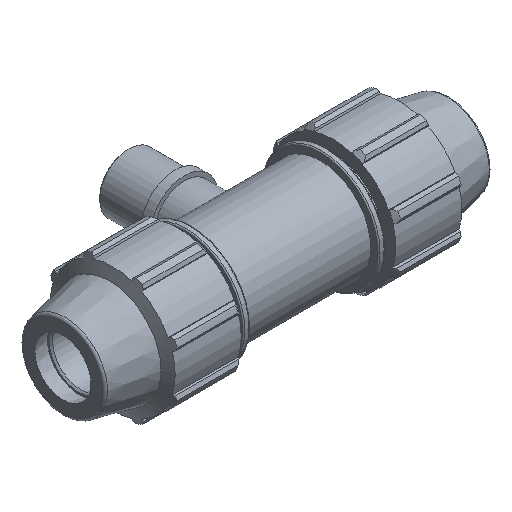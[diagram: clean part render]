
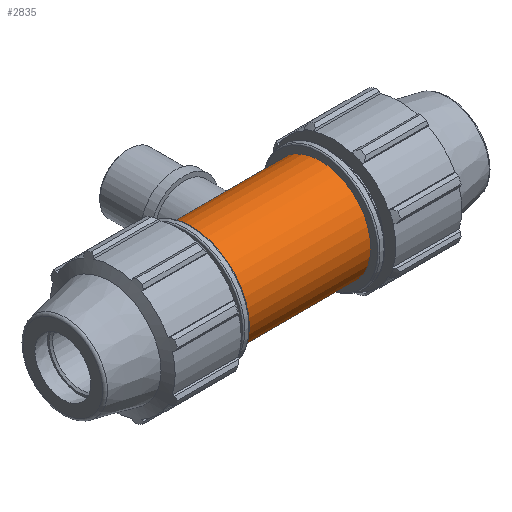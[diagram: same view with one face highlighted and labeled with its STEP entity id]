
A CAD part, isometric view. The second image highlights one B-rep face of the part: STEP entity #2835.
In plain terms, the highlighted cylindrical face has radius 18 mm (diameter 36 mm), a full revolution.
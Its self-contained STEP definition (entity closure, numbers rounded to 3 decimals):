
#612=FACE_BOUND('',#964,.T.);
#613=FACE_BOUND('',#965,.T.);
#616=B_SPLINE_CURVE_WITH_KNOTS('',3,(#3858,#3859,#3860,#3861,#3862,#3863,
#3864,#3865,#3866,#3867,#3868,#3869,#3870,#3871,#3872,#3873,#3874,#3875,
#3876,#3877,#3878,#3879,#3880,#3881,#3882,#3883,#3884,#3885,#3886,#3887,
#3888,#3889,#3890,#3891,#3892,#3893,#3894,#3895,#3896,#3897,#3898,#3899),
 .UNSPECIFIED.,.T.,.F.,(4,2,2,2,2,2,2,2,2,2,2,2,2,2,2,2,2,2,2,2,4),(0.,
0.204,0.407,0.815,1.22,
1.625,2.03,2.435,2.843,3.046,
3.25,3.454,3.657,4.065,4.47,
4.875,5.28,5.685,6.093,6.296,
6.5),.UNSPECIFIED.);
#769=FACE_OUTER_BOUND('',#963,.T.);
#963=EDGE_LOOP('',(#2478));
#964=EDGE_LOOP('',(#2479));
#965=EDGE_LOOP('',(#2480));
#1028=CIRCLE('',#2955,18.);
#1084=CIRCLE('',#3085,18.);
#1090=VERTEX_POINT('',#3857);
#1221=VERTEX_POINT('',#4368);
#1349=VERTEX_POINT('',#4827);
#1355=EDGE_CURVE('',#1090,#1090,#616,.T.);
#1533=EDGE_CURVE('',#1221,#1221,#1028,.T.);
#1726=EDGE_CURVE('',#1349,#1349,#1084,.T.);
#2478=ORIENTED_EDGE('',*,*,#1533,.T.);
#2479=ORIENTED_EDGE('',*,*,#1355,.T.);
#2480=ORIENTED_EDGE('',*,*,#1726,.F.);
#2527=CYLINDRICAL_SURFACE('',#3110,18.);
#2835=ADVANCED_FACE('',(#769,#612,#613),#2527,.T.);
#2955=AXIS2_PLACEMENT_3D('',#4369,#3432,#3433);
#3085=AXIS2_PLACEMENT_3D('',#4828,#3797,#3798);
#3110=AXIS2_PLACEMENT_3D('',#4857,#3847,#3848);
#3432=DIRECTION('center_axis',(1.,0.,0.));
#3433=DIRECTION('ref_axis',(0.,0.,-1.));
#3797=DIRECTION('center_axis',(1.,0.,0.));
#3798=DIRECTION('ref_axis',(0.,0.,-1.));
#3847=DIRECTION('center_axis',(1.,0.,0.));
#3848=DIRECTION('ref_axis',(0.,1.,0.));
#3857=CARTESIAN_POINT('',(0.,14.636,10.478));
#3858=CARTESIAN_POINT('Ctrl Pts',(0.,14.636,
10.478));
#3859=CARTESIAN_POINT('Ctrl Pts',(-0.679,14.636,10.478));
#3860=CARTESIAN_POINT('Ctrl Pts',(-1.373,14.685,10.411));
#3861=CARTESIAN_POINT('Ctrl Pts',(-2.741,14.875,10.137));
#3862=CARTESIAN_POINT('Ctrl Pts',(-3.415,15.017,9.93));
#3863=CARTESIAN_POINT('Ctrl Pts',(-5.339,15.531,9.122));
#3864=CARTESIAN_POINT('Ctrl Pts',(-6.494,15.991,8.323));
#3865=CARTESIAN_POINT('Ctrl Pts',(-8.318,16.815,6.499));
#3866=CARTESIAN_POINT('Ctrl Pts',(-9.12,17.24,5.343));
#3867=CARTESIAN_POINT('Ctrl Pts',(-10.201,17.835,2.769));
#3868=CARTESIAN_POINT('Ctrl Pts',(-10.478,18.,1.35));
#3869=CARTESIAN_POINT('Ctrl Pts',(-10.478,18.,-1.35));
#3870=CARTESIAN_POINT('Ctrl Pts',(-10.201,17.835,-2.769));
#3871=CARTESIAN_POINT('Ctrl Pts',(-9.12,17.24,-5.343));
#3872=CARTESIAN_POINT('Ctrl Pts',(-8.318,16.815,-6.499));
#3873=CARTESIAN_POINT('Ctrl Pts',(-6.494,15.991,-8.323));
#3874=CARTESIAN_POINT('Ctrl Pts',(-5.339,15.531,-9.122));
#3875=CARTESIAN_POINT('Ctrl Pts',(-3.415,15.017,-9.93));
#3876=CARTESIAN_POINT('Ctrl Pts',(-2.741,14.875,-10.137));
#3877=CARTESIAN_POINT('Ctrl Pts',(-1.373,14.685,-10.411));
#3878=CARTESIAN_POINT('Ctrl Pts',(-0.679,14.636,-10.478));
#3879=CARTESIAN_POINT('Ctrl Pts',(0.679,14.636,-10.478));
#3880=CARTESIAN_POINT('Ctrl Pts',(1.373,14.685,-10.411));
#3881=CARTESIAN_POINT('Ctrl Pts',(2.741,14.875,-10.137));
#3882=CARTESIAN_POINT('Ctrl Pts',(3.415,15.017,-9.93));
#3883=CARTESIAN_POINT('Ctrl Pts',(5.339,15.531,-9.122));
#3884=CARTESIAN_POINT('Ctrl Pts',(6.494,15.991,-8.323));
#3885=CARTESIAN_POINT('Ctrl Pts',(8.318,16.815,-6.499));
#3886=CARTESIAN_POINT('Ctrl Pts',(9.12,17.24,-5.343));
#3887=CARTESIAN_POINT('Ctrl Pts',(10.201,17.835,-2.769));
#3888=CARTESIAN_POINT('Ctrl Pts',(10.478,18.,-1.35));
#3889=CARTESIAN_POINT('Ctrl Pts',(10.478,18.,1.35));
#3890=CARTESIAN_POINT('Ctrl Pts',(10.201,17.835,2.769));
#3891=CARTESIAN_POINT('Ctrl Pts',(9.12,17.24,5.343));
#3892=CARTESIAN_POINT('Ctrl Pts',(8.318,16.815,6.499));
#3893=CARTESIAN_POINT('Ctrl Pts',(6.494,15.991,8.323));
#3894=CARTESIAN_POINT('Ctrl Pts',(5.339,15.531,9.122));
#3895=CARTESIAN_POINT('Ctrl Pts',(3.415,15.017,9.93));
#3896=CARTESIAN_POINT('Ctrl Pts',(2.741,14.875,10.137));
#3897=CARTESIAN_POINT('Ctrl Pts',(1.373,14.685,10.411));
#3898=CARTESIAN_POINT('Ctrl Pts',(0.679,14.636,10.478));
#3899=CARTESIAN_POINT('Ctrl Pts',(0.,14.636,
10.478));
#4368=CARTESIAN_POINT('',(-23.,18.,0.));
#4369=CARTESIAN_POINT('Origin',(-23.,0.,0.));
#4827=CARTESIAN_POINT('',(23.,18.,0.));
#4828=CARTESIAN_POINT('Origin',(23.,0.,0.));
#4857=CARTESIAN_POINT('Origin',(11.5,0.,0.));
